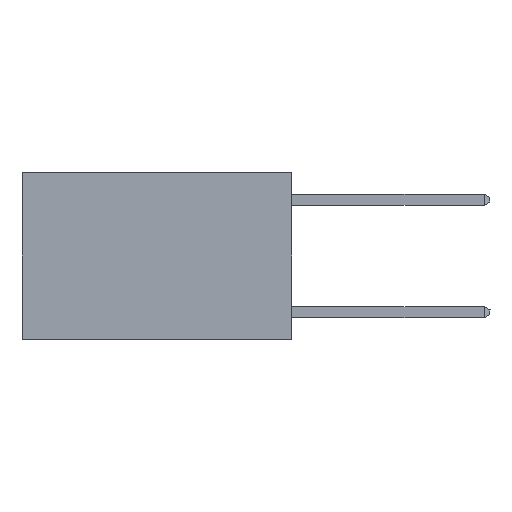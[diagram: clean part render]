
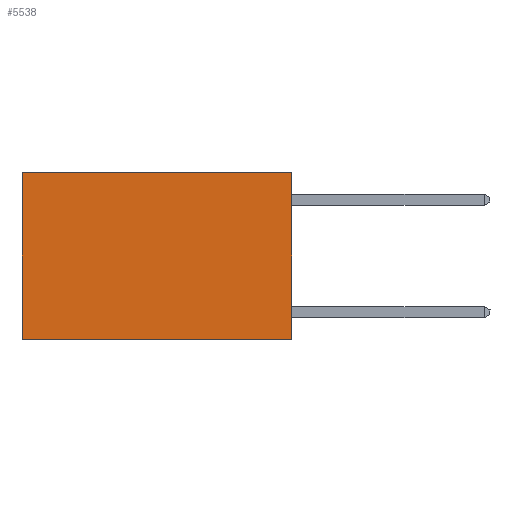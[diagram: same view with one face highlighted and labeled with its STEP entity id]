
A CAD part, left-side view. The second image highlights one B-rep face of the part: STEP entity #5538.
In plain terms, the highlighted planar face has unit normal (-1, 0, 0).
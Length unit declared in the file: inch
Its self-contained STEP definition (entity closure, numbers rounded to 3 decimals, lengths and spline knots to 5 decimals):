
#1 = VERTEX_POINT ( 'NONE', #8454 ) ;
#509 = CARTESIAN_POINT ( 'NONE',  ( 0.2625, 0., -0.37 ) ) ;
#597 = CARTESIAN_POINT ( 'NONE',  ( 0.2625, 0., -0.37 ) ) ;
#1004 = EDGE_CURVE ( 'NONE', #1, #1544, #8921, .T. ) ;
#1011 = CARTESIAN_POINT ( 'NONE',  ( 0.2625, 0., 0. ) ) ;
#1234 = VECTOR ( 'NONE', #1416, 39.37008 ) ;
#1416 = DIRECTION ( 'NONE',  ( 0., 0., -1. ) ) ;
#1459 = EDGE_CURVE ( 'NONE', #7931, #5890, #8342, .T. ) ;
#1544 = VERTEX_POINT ( 'NONE', #7474 ) ;
#2034 = CARTESIAN_POINT ( 'NONE',  ( 0.2625, 0.6, 0. ) ) ;
#2311 = EDGE_CURVE ( 'NONE', #5890, #1544, #6852, .T. ) ;
#2327 = FACE_OUTER_BOUND ( 'NONE', #6007, .T. ) ;
#2484 = DIRECTION ( 'NONE',  ( 1., 0., 0. ) ) ;
#2494 = AXIS2_PLACEMENT_3D ( 'NONE', #4867, #2484, #7643 ) ;
#2669 = ORIENTED_EDGE ( 'NONE', *, *, #1459, .F. ) ;
#2799 = VECTOR ( 'NONE', #7196, 39.37008 ) ;
#3023 = ORIENTED_EDGE ( 'NONE', *, *, #1004, .T. ) ;
#3044 = DIRECTION ( 'NONE',  ( 0., 0., -1. ) ) ;
#3537 = CARTESIAN_POINT ( 'NONE',  ( 0.2625, 0., 0. ) ) ;
#4867 = CARTESIAN_POINT ( 'NONE',  ( 0.2625, 0., 0. ) ) ;
#5077 = EDGE_CURVE ( 'NONE', #7931, #1, #7049, .T. ) ;
#5538 = ADVANCED_FACE ( 'NONE', ( #2327 ), #6977, .F. ) ;
#5890 = VERTEX_POINT ( 'NONE', #509 ) ;
#6007 = EDGE_LOOP ( 'NONE', ( #3023, #8403, #2669, #8368 ) ) ;
#6464 = DIRECTION ( 'NONE',  ( 0., 1., 0. ) ) ;
#6852 = LINE ( 'NONE', #597, #2799 ) ;
#6906 = CARTESIAN_POINT ( 'NONE',  ( 0.2625, 0., 0. ) ) ;
#6977 = PLANE ( 'NONE',  #2494 ) ;
#7049 = LINE ( 'NONE', #1011, #8723 ) ;
#7196 = DIRECTION ( 'NONE',  ( 0., 1., 0. ) ) ;
#7474 = CARTESIAN_POINT ( 'NONE',  ( 0.2625, 0.6, -0.37 ) ) ;
#7643 = DIRECTION ( 'NONE',  ( 0., 0., -1. ) ) ;
#7931 = VERTEX_POINT ( 'NONE', #6906 ) ;
#8342 = LINE ( 'NONE', #3537, #9374 ) ;
#8368 = ORIENTED_EDGE ( 'NONE', *, *, #5077, .T. ) ;
#8403 = ORIENTED_EDGE ( 'NONE', *, *, #2311, .F. ) ;
#8454 = CARTESIAN_POINT ( 'NONE',  ( 0.2625, 0.6, 0. ) ) ;
#8723 = VECTOR ( 'NONE', #6464, 39.37008 ) ;
#8921 = LINE ( 'NONE', #2034, #1234 ) ;
#9374 = VECTOR ( 'NONE', #3044, 39.37008 ) ;
